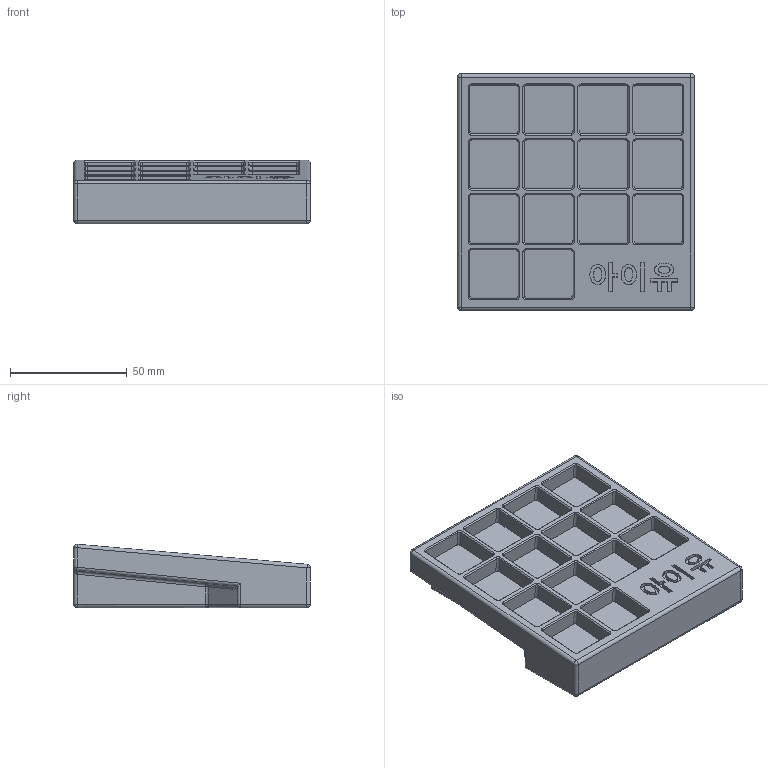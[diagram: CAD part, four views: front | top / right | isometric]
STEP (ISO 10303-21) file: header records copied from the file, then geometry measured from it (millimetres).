
FILE_DESCRIPTION(/* description */ (''),/* implementation_level */ '2;1');
FILE_NAME(/* name */ 'corsa side artisa ntray with engraving and updated weight v1.step',/* time_stamp */ '2024-11-09T13:57:52-08:00',/* author */ (''),/* organization */ (''),/* preprocessor_version */ 'ST-DEVELOPER v20',/* originating_system */ 'Autodesk Translation Framework v13.20.0.188',/* authorisation */ '');
FILE_SCHEMA (('AUTOMOTIVE_DESIGN { 1 0 10303 214 3 1 1 }'));
Length unit declared in the file: millimetre
Products named in the file (1): new artisan tray
Bounding box: 101.6 x 101.6 x 27.25 mm (x, y, z)
Volume: 166052.8 mm3; surface area: 48571.4 mm2
Topology: 2 solids, 2 shells, 435 faces, 1031 edges, 626 vertices
Faces by surface type: plane 201, cylinder 102, cone 60, bspline 58, sphere 14
Full cylindrical faces by diameter (mm): 2.075 x4, 8 x4
Entity records: 12790 total; most frequent: CARTESIAN_POINT 2918, ORIENTED_EDGE 2050, DIRECTION 1965, EDGE_CURVE 1025, AXIS2_PLACEMENT_3D 658, LINE 649, VECTOR 649, VERTEX_POINT 626
